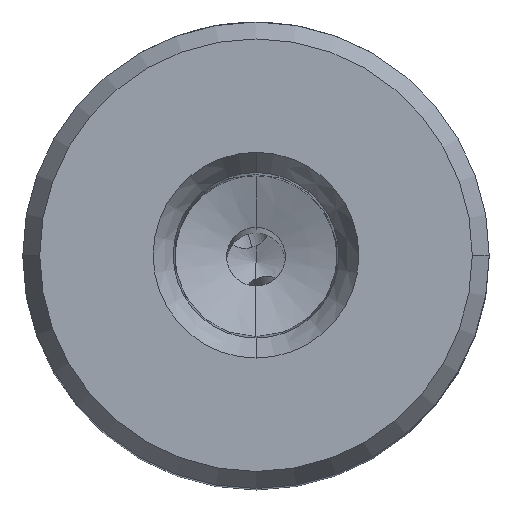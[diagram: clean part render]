
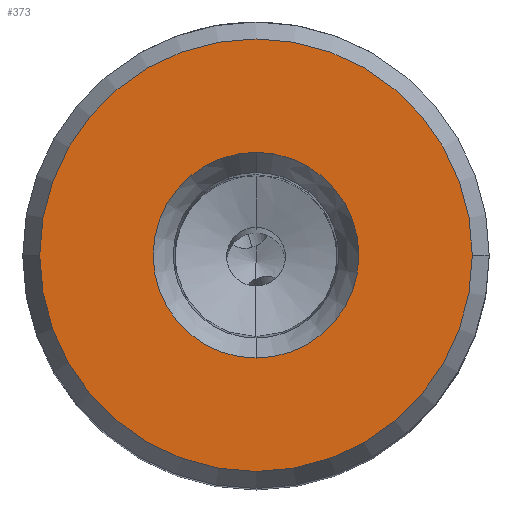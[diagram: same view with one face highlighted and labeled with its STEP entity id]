
A CAD part, top view. The second image highlights one B-rep face of the part: STEP entity #373.
In plain terms, the highlighted planar face has unit normal (0, 0, 1).
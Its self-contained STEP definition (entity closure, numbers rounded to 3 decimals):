
#54=FACE_BOUND('',#772,.T.);
#55=FACE_BOUND('',#773,.T.);
#141=PLANE('',#3546);
#373=ADVANCED_FACE('',(#54,#55),#141,.T.);
#772=EDGE_LOOP('',(#1402,#1403));
#773=EDGE_LOOP('',(#1404,#1405));
#1402=ORIENTED_EDGE('',*,*,#2838,.T.);
#1403=ORIENTED_EDGE('',*,*,#2839,.T.);
#1404=ORIENTED_EDGE('',*,*,#2840,.T.);
#1405=ORIENTED_EDGE('',*,*,#2841,.T.);
#2461=VERTEX_POINT('',#4602);
#2462=VERTEX_POINT('',#4604);
#2463=VERTEX_POINT('',#4610);
#2464=VERTEX_POINT('',#4611);
#2838=EDGE_CURVE('',#2461,#2462,#3346,.T.);
#2839=EDGE_CURVE('',#2462,#2461,#3347,.T.);
#2840=EDGE_CURVE('',#2463,#2464,#3348,.T.);
#2841=EDGE_CURVE('',#2464,#2463,#3349,.T.);
#3346=CIRCLE('',#3540,7.);
#3347=CIRCLE('',#3542,7.);
#3348=CIRCLE('',#3544,14.72);
#3349=CIRCLE('',#3545,14.72);
#3540=AXIS2_PLACEMENT_3D('',#4605,#3837,#3838);
#3542=AXIS2_PLACEMENT_3D('',#4607,#3841,#3842);
#3544=AXIS2_PLACEMENT_3D('',#4609,#3845,#3846);
#3545=AXIS2_PLACEMENT_3D('',#4612,#3847,#3848);
#3546=AXIS2_PLACEMENT_3D('',#4613,#3849,#3850);
#3837=DIRECTION('',(0.,0.,-1.));
#3838=DIRECTION('',(0.,-1.,0.));
#3841=DIRECTION('',(0.,0.,-1.));
#3842=DIRECTION('',(0.,1.,0.));
#3845=DIRECTION('',(0.,0.,1.));
#3846=DIRECTION('',(-1.,0.,0.));
#3847=DIRECTION('',(0.,0.,1.));
#3848=DIRECTION('',(1.,0.,0.));
#3849=DIRECTION('',(0.,0.,1.));
#3850=DIRECTION('',(-1.,0.,0.));
#4602=CARTESIAN_POINT('',(0.,-7.,30.2));
#4604=CARTESIAN_POINT('',(0.,7.,30.2));
#4605=CARTESIAN_POINT('',(0.,0.,30.2));
#4607=CARTESIAN_POINT('',(0.,0.,30.2));
#4609=CARTESIAN_POINT('',(0.,0.,30.2));
#4610=CARTESIAN_POINT('',(-14.72,0.,30.2));
#4611=CARTESIAN_POINT('',(14.72,0.,30.2));
#4612=CARTESIAN_POINT('',(0.,0.,30.2));
#4613=CARTESIAN_POINT('',(0.,0.,30.2));
